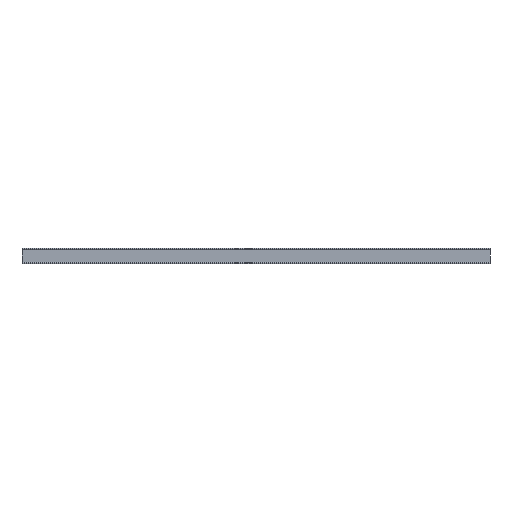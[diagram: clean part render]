
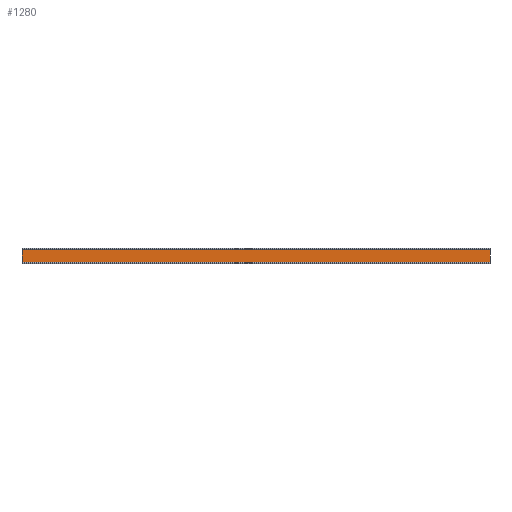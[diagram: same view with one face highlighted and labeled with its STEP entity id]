
A CAD part, top view. The second image highlights one B-rep face of the part: STEP entity #1280.
In plain terms, the highlighted planar face has unit normal (0, 0, 1).
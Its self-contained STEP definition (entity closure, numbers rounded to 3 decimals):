
#111=FACE_OUTER_BOUND('',#174,.T.);
#174=EDGE_LOOP('',(#1018,#1019,#1020,#1021));
#304=LINE('',#1918,#422);
#316=LINE('',#1973,#434);
#348=LINE('',#2058,#466);
#349=LINE('',#2059,#467);
#422=VECTOR('',#1501,1.);
#434=VECTOR('',#1547,1.);
#466=VECTOR('',#1643,1.);
#467=VECTOR('',#1644,1.);
#551=VERTEX_POINT('',#1915);
#552=VERTEX_POINT('',#1917);
#578=VERTEX_POINT('',#1971);
#599=VERTEX_POINT('',#2057);
#705=EDGE_CURVE('',#551,#552,#304,.T.);
#732=EDGE_CURVE('',#578,#551,#316,.T.);
#775=EDGE_CURVE('',#599,#578,#348,.T.);
#776=EDGE_CURVE('',#599,#552,#349,.T.);
#1018=ORIENTED_EDGE('',*,*,#775,.F.);
#1019=ORIENTED_EDGE('',*,*,#776,.T.);
#1020=ORIENTED_EDGE('',*,*,#705,.F.);
#1021=ORIENTED_EDGE('',*,*,#732,.F.);
#1229=PLANE('',#1382);
#1280=ADVANCED_FACE('',(#111),#1229,.F.);
#1382=AXIS2_PLACEMENT_3D('',#2056,#1641,#1642);
#1501=DIRECTION('',(0.,-1.,0.));
#1547=DIRECTION('',(1.,0.,0.));
#1641=DIRECTION('center_axis',(0.,0.,-1.));
#1642=DIRECTION('ref_axis',(0.,1.,0.));
#1643=DIRECTION('',(0.,1.,0.));
#1644=DIRECTION('',(1.,0.,0.));
#1915=CARTESIAN_POINT('',(3024.313,108.677,0.7));
#1917=CARTESIAN_POINT('',(3024.313,14.077,0.7));
#1918=CARTESIAN_POINT('',(3024.313,108.677,0.7));
#1971=CARTESIAN_POINT('',(24.313,108.677,0.7));
#1973=CARTESIAN_POINT('',(24.313,108.677,0.7));
#2056=CARTESIAN_POINT('Origin',(24.313,14.077,0.7));
#2057=CARTESIAN_POINT('',(24.313,14.077,0.7));
#2058=CARTESIAN_POINT('',(24.313,14.077,0.7));
#2059=CARTESIAN_POINT('',(24.313,14.077,0.7));
